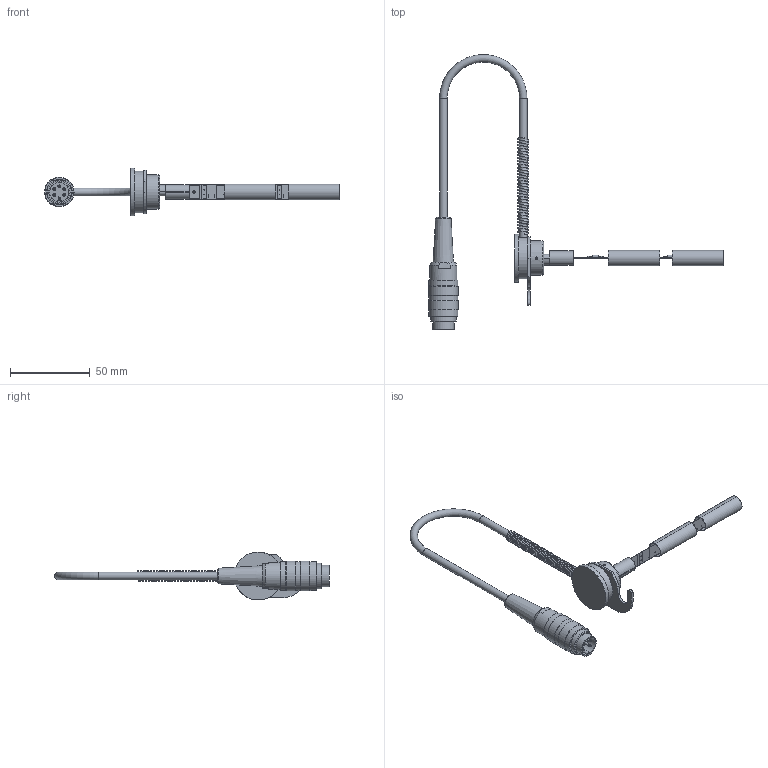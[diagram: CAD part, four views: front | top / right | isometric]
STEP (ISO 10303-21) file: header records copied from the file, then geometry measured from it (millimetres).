
FILE_DESCRIPTION(/* description */ (''),/* implementation_level */ '2;1');
FILE_NAME(/* name */ '130 141_D1Q-2x3-13L12.stp',/* time_stamp */ '2024-05-18T17:17:54+02:00',/* author */ ('kuttig'),/* organization */ (''),/* preprocessor_version */ 'ST-DEVELOPER v16.13',/* originating_system */ 'Autodesk Inventor 2018',/* authorisation */ '');
FILE_SCHEMA (('AUTOMOTIVE_DESIGN { 1 0 10303 214 3 1 1 }'));
Length unit declared in the file: millimetre
Products named in the file (1): 130 141_D1Q-2x3-13L12_Shrinkwrap_1
Bounding box: 184.5 x 171.79 x 29.97 mm (x, y, z)
Volume: 23589.6 mm3; surface area: 20972 mm2
Topology: 12 solids, 12 shells, 195 faces, 427 edges, 276 vertices
Faces by surface type: plane 103, cylinder 55, cone 21, bspline 11, torus 5
Full cylindrical faces by diameter (mm): 0.2 x4, 0.5 x6, 1.49 x5, 1.5 x3, 1.8 x2, 3 x1, 4.7 x3, 6.2 x1, 9.2 x2, 9.7 x2, 13.5 x1, 15.08 x1, 16 x1, 16.9 x1, 18 x1, 18.15 x3, 18.5 x2, 21.5 x1, 30 x1
Entity records: 9775 total; most frequent: CARTESIAN_POINT 5519, DIRECTION 832, ORIENTED_EDGE 680, EDGE_CURVE 340, AXIS2_PLACEMENT_3D 331, EDGE_LOOP 305, VERTEX_POINT 255, STYLED_ITEM 207
